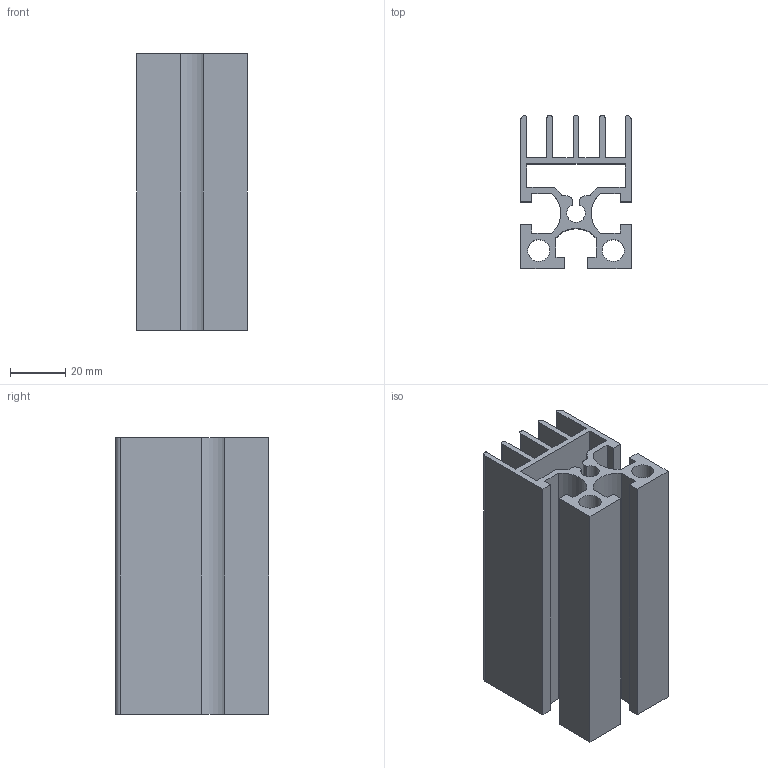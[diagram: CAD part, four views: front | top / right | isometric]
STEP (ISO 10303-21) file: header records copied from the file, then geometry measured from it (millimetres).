
FILE_DESCRIPTION((''),'2;1');
FILE_NAME('AW4055-8.stp','2013-07-09T14:48:41',('user'),(''),'Autodesk Inventor 2012','Autodesk Inventor 2012','');
FILE_SCHEMA(('AUTOMOTIVE_DESIGN { 1 0 10303 214 1 1 1 1 }'));
Length unit declared in the file: millimetre
Products named in the file (1): AW4055-8
Bounding box: 40 x 55.5 x 100 mm (x, y, z)
Volume: 75685.7 mm3; surface area: 59679.4 mm2
Topology: 1 solids, 1 shells, 64 faces, 186 edges, 124 vertices
Faces by surface type: plane 47, cylinder 17
Full cylindrical faces by diameter (mm): 8 x2
Entity records: 2132 total; most frequent: CARTESIAN_POINT 373, ORIENTED_EDGE 368, DIRECTION 348, EDGE_CURVE 184, VECTOR 150, LINE 150, VERTEX_POINT 124, AXIS2_PLACEMENT_3D 99
